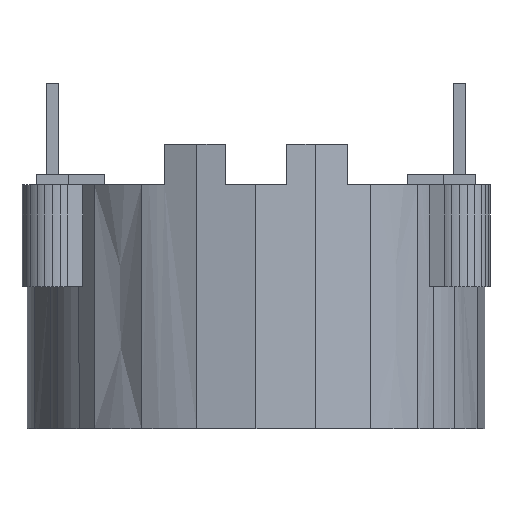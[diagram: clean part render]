
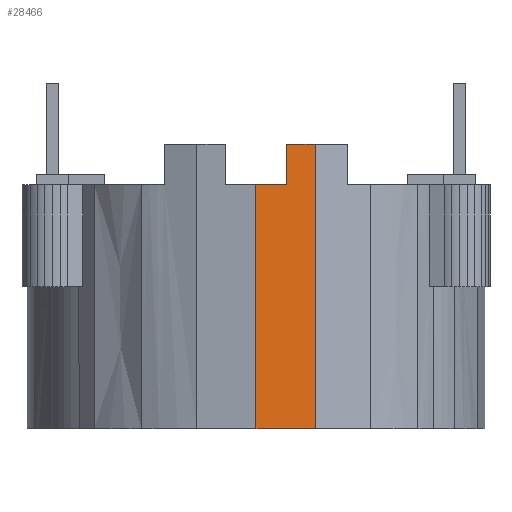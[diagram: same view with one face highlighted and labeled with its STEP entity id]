
A CAD part, front view. The second image highlights one B-rep face of the part: STEP entity #28466.
In plain terms, the highlighted planar face has unit normal (0.131, -0.991, 0).
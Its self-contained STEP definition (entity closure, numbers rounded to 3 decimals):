
#14249 = PLANE('',#14250);
#14250 = AXIS2_PLACEMENT_3D('',#14251,#14252,#14253);
#14251 = CARTESIAN_POINT('',(-1.5,-11.053,12.));
#14252 = DIRECTION('',(0.,0.,1.));
#14253 = DIRECTION('',(0.,1.,0.));
#15160 = PLANE('',#15161);
#15161 = AXIS2_PLACEMENT_3D('',#15162,#15163,#15164);
#15162 = CARTESIAN_POINT('',(2.912,-10.867,14.));
#15163 = DIRECTION('',(0.,0.,1.));
#15164 = DIRECTION('',(0.,1.,0.));
#16185 = PLANE('',#16186);
#16186 = AXIS2_PLACEMENT_3D('',#16187,#16188,#16189);
#16187 = CARTESIAN_POINT('',(1.5,-9.803,12.));
#16188 = DIRECTION('',(-1.,0.,0.));
#16189 = DIRECTION('',(0.,0.,-1.));
#16282 = PLANE('',#16283);
#16283 = AXIS2_PLACEMENT_3D('',#16284,#16285,#16286);
#16284 = CARTESIAN_POINT('',(-5.625,9.743,0.));
#16285 = DIRECTION('',(0.,0.,-1.));
#16286 = DIRECTION('',(-1.,0.,0.));
#16898 = VERTEX_POINT('',#16899);
#16899 = CARTESIAN_POINT('',(2.912,-10.867,0.));
#16913 = PLANE('',#16914);
#16914 = AXIS2_PLACEMENT_3D('',#16915,#16916,#16917);
#16915 = CARTESIAN_POINT('',(2.912,-10.867,0.));
#16916 = DIRECTION('',(0.383,-0.924,
    0.));
#16917 = DIRECTION('',(-0.924,-0.383,
    0.));
#16925 = EDGE_CURVE('',#16926,#16898,#16928,.T.);
#16926 = VERTEX_POINT('',#16927);
#16927 = CARTESIAN_POINT('',(0.,-11.25,0.));
#16928 = SURFACE_CURVE('',#16929,(#16933,#16940),.PCURVE_S1.);
#16929 = LINE('',#16930,#16931);
#16930 = CARTESIAN_POINT('',(0.,-11.25,0.));
#16931 = VECTOR('',#16932,1.);
#16932 = DIRECTION('',(0.991,0.131,0.));
#16933 = PCURVE('',#16282,#16934);
#16934 = DEFINITIONAL_REPRESENTATION('',(#16935),#16939);
#16935 = LINE('',#16936,#16937);
#16936 = CARTESIAN_POINT('',(-5.625,-20.993));
#16937 = VECTOR('',#16938,1.);
#16938 = DIRECTION('',(-0.991,0.131));
#16939 = ( GEOMETRIC_REPRESENTATION_CONTEXT(2) 
PARAMETRIC_REPRESENTATION_CONTEXT() REPRESENTATION_CONTEXT('2D SPACE',''
  ) );
#16940 = PCURVE('',#16941,#16946);
#16941 = PLANE('',#16942);
#16942 = AXIS2_PLACEMENT_3D('',#16943,#16944,#16945);
#16943 = CARTESIAN_POINT('',(0.,-11.25,0.));
#16944 = DIRECTION('',(0.131,-0.991,0.)
  );
#16945 = DIRECTION('',(-0.991,-0.131,0.));
#16946 = DEFINITIONAL_REPRESENTATION('',(#16947),#16951);
#16947 = LINE('',#16948,#16949);
#16948 = CARTESIAN_POINT('',(0.,0.));
#16949 = VECTOR('',#16950,1.);
#16950 = DIRECTION('',(-1.,0.));
#16951 = ( GEOMETRIC_REPRESENTATION_CONTEXT(2) 
PARAMETRIC_REPRESENTATION_CONTEXT() REPRESENTATION_CONTEXT('2D SPACE',''
  ) );
#16969 = PLANE('',#16970);
#16970 = AXIS2_PLACEMENT_3D('',#16971,#16972,#16973);
#16971 = CARTESIAN_POINT('',(-2.912,-10.867,0.));
#16972 = DIRECTION('',(-0.131,-0.991,
    0.));
#16973 = DIRECTION('',(-0.991,0.131,0.));
#28424 = VERTEX_POINT('',#28425);
#28425 = CARTESIAN_POINT('',(2.912,-10.867,14.));
#28446 = EDGE_CURVE('',#16898,#28424,#28447,.T.);
#28447 = SURFACE_CURVE('',#28448,(#28452,#28459),.PCURVE_S1.);
#28448 = LINE('',#28449,#28450);
#28449 = CARTESIAN_POINT('',(2.912,-10.867,0.));
#28450 = VECTOR('',#28451,1.);
#28451 = DIRECTION('',(0.,0.,1.));
#28452 = PCURVE('',#16913,#28453);
#28453 = DEFINITIONAL_REPRESENTATION('',(#28454),#28458);
#28454 = LINE('',#28455,#28456);
#28455 = CARTESIAN_POINT('',(0.,0.));
#28456 = VECTOR('',#28457,1.);
#28457 = DIRECTION('',(0.,-1.));
#28458 = ( GEOMETRIC_REPRESENTATION_CONTEXT(2) 
PARAMETRIC_REPRESENTATION_CONTEXT() REPRESENTATION_CONTEXT('2D SPACE',''
  ) );
#28459 = PCURVE('',#16941,#28460);
#28460 = DEFINITIONAL_REPRESENTATION('',(#28461),#28465);
#28461 = LINE('',#28462,#28463);
#28462 = CARTESIAN_POINT('',(-2.937,0.));
#28463 = VECTOR('',#28464,1.);
#28464 = DIRECTION('',(0.,-1.));
#28465 = ( GEOMETRIC_REPRESENTATION_CONTEXT(2) 
PARAMETRIC_REPRESENTATION_CONTEXT() REPRESENTATION_CONTEXT('2D SPACE',''
  ) );
#28466 = ADVANCED_FACE('',(#28467),#16941,.T.);
#28467 = FACE_BOUND('',#28468,.T.);
#28468 = EDGE_LOOP('',(#28469,#28470,#28471,#28494,#28517,#28540));
#28469 = ORIENTED_EDGE('',*,*,#16925,.T.);
#28470 = ORIENTED_EDGE('',*,*,#28446,.T.);
#28471 = ORIENTED_EDGE('',*,*,#28472,.F.);
#28472 = EDGE_CURVE('',#28473,#28424,#28475,.T.);
#28473 = VERTEX_POINT('',#28474);
#28474 = CARTESIAN_POINT('',(1.5,-11.053,14.));
#28475 = SURFACE_CURVE('',#28476,(#28480,#28487),.PCURVE_S1.);
#28476 = LINE('',#28477,#28478);
#28477 = CARTESIAN_POINT('',(1.5,-11.053,14.));
#28478 = VECTOR('',#28479,1.);
#28479 = DIRECTION('',(0.991,0.131,0.));
#28480 = PCURVE('',#16941,#28481);
#28481 = DEFINITIONAL_REPRESENTATION('',(#28482),#28486);
#28482 = LINE('',#28483,#28484);
#28483 = CARTESIAN_POINT('',(-1.513,-14.));
#28484 = VECTOR('',#28485,1.);
#28485 = DIRECTION('',(-1.,0.));
#28486 = ( GEOMETRIC_REPRESENTATION_CONTEXT(2) 
PARAMETRIC_REPRESENTATION_CONTEXT() REPRESENTATION_CONTEXT('2D SPACE',''
  ) );
#28487 = PCURVE('',#15160,#28488);
#28488 = DEFINITIONAL_REPRESENTATION('',(#28489),#28493);
#28489 = LINE('',#28490,#28491);
#28490 = CARTESIAN_POINT('',(-0.186,1.412));
#28491 = VECTOR('',#28492,1.);
#28492 = DIRECTION('',(0.131,-0.991));
#28493 = ( GEOMETRIC_REPRESENTATION_CONTEXT(2) 
PARAMETRIC_REPRESENTATION_CONTEXT() REPRESENTATION_CONTEXT('2D SPACE',''
  ) );
#28494 = ORIENTED_EDGE('',*,*,#28495,.F.);
#28495 = EDGE_CURVE('',#28496,#28473,#28498,.T.);
#28496 = VERTEX_POINT('',#28497);
#28497 = CARTESIAN_POINT('',(1.5,-11.053,12.));
#28498 = SURFACE_CURVE('',#28499,(#28503,#28510),.PCURVE_S1.);
#28499 = LINE('',#28500,#28501);
#28500 = CARTESIAN_POINT('',(1.5,-11.053,12.));
#28501 = VECTOR('',#28502,1.);
#28502 = DIRECTION('',(0.,0.,1.));
#28503 = PCURVE('',#16941,#28504);
#28504 = DEFINITIONAL_REPRESENTATION('',(#28505),#28509);
#28505 = LINE('',#28506,#28507);
#28506 = CARTESIAN_POINT('',(-1.513,-12.));
#28507 = VECTOR('',#28508,1.);
#28508 = DIRECTION('',(0.,-1.));
#28509 = ( GEOMETRIC_REPRESENTATION_CONTEXT(2) 
PARAMETRIC_REPRESENTATION_CONTEXT() REPRESENTATION_CONTEXT('2D SPACE',''
  ) );
#28510 = PCURVE('',#16185,#28511);
#28511 = DEFINITIONAL_REPRESENTATION('',(#28512),#28516);
#28512 = LINE('',#28513,#28514);
#28513 = CARTESIAN_POINT('',(0.,1.25));
#28514 = VECTOR('',#28515,1.);
#28515 = DIRECTION('',(-1.,0.));
#28516 = ( GEOMETRIC_REPRESENTATION_CONTEXT(2) 
PARAMETRIC_REPRESENTATION_CONTEXT() REPRESENTATION_CONTEXT('2D SPACE',''
  ) );
#28517 = ORIENTED_EDGE('',*,*,#28518,.F.);
#28518 = EDGE_CURVE('',#28519,#28496,#28521,.T.);
#28519 = VERTEX_POINT('',#28520);
#28520 = CARTESIAN_POINT('',(0.,-11.25,12.));
#28521 = SURFACE_CURVE('',#28522,(#28526,#28533),.PCURVE_S1.);
#28522 = LINE('',#28523,#28524);
#28523 = CARTESIAN_POINT('',(0.,-11.25,12.));
#28524 = VECTOR('',#28525,1.);
#28525 = DIRECTION('',(0.991,0.131,0.));
#28526 = PCURVE('',#16941,#28527);
#28527 = DEFINITIONAL_REPRESENTATION('',(#28528),#28532);
#28528 = LINE('',#28529,#28530);
#28529 = CARTESIAN_POINT('',(0.,-12.));
#28530 = VECTOR('',#28531,1.);
#28531 = DIRECTION('',(-1.,0.));
#28532 = ( GEOMETRIC_REPRESENTATION_CONTEXT(2) 
PARAMETRIC_REPRESENTATION_CONTEXT() REPRESENTATION_CONTEXT('2D SPACE',''
  ) );
#28533 = PCURVE('',#14249,#28534);
#28534 = DEFINITIONAL_REPRESENTATION('',(#28535),#28539);
#28535 = LINE('',#28536,#28537);
#28536 = CARTESIAN_POINT('',(-0.197,-1.5));
#28537 = VECTOR('',#28538,1.);
#28538 = DIRECTION('',(0.131,-0.991));
#28539 = ( GEOMETRIC_REPRESENTATION_CONTEXT(2) 
PARAMETRIC_REPRESENTATION_CONTEXT() REPRESENTATION_CONTEXT('2D SPACE',''
  ) );
#28540 = ORIENTED_EDGE('',*,*,#28541,.F.);
#28541 = EDGE_CURVE('',#16926,#28519,#28542,.T.);
#28542 = SURFACE_CURVE('',#28543,(#28547,#28554),.PCURVE_S1.);
#28543 = LINE('',#28544,#28545);
#28544 = CARTESIAN_POINT('',(0.,-11.25,0.));
#28545 = VECTOR('',#28546,1.);
#28546 = DIRECTION('',(0.,0.,1.));
#28547 = PCURVE('',#16941,#28548);
#28548 = DEFINITIONAL_REPRESENTATION('',(#28549),#28553);
#28549 = LINE('',#28550,#28551);
#28550 = CARTESIAN_POINT('',(0.,0.));
#28551 = VECTOR('',#28552,1.);
#28552 = DIRECTION('',(0.,-1.));
#28553 = ( GEOMETRIC_REPRESENTATION_CONTEXT(2) 
PARAMETRIC_REPRESENTATION_CONTEXT() REPRESENTATION_CONTEXT('2D SPACE',''
  ) );
#28554 = PCURVE('',#16969,#28555);
#28555 = DEFINITIONAL_REPRESENTATION('',(#28556),#28560);
#28556 = LINE('',#28557,#28558);
#28557 = CARTESIAN_POINT('',(-2.937,0.));
#28558 = VECTOR('',#28559,1.);
#28559 = DIRECTION('',(0.,-1.));
#28560 = ( GEOMETRIC_REPRESENTATION_CONTEXT(2) 
PARAMETRIC_REPRESENTATION_CONTEXT() REPRESENTATION_CONTEXT('2D SPACE',''
  ) );
